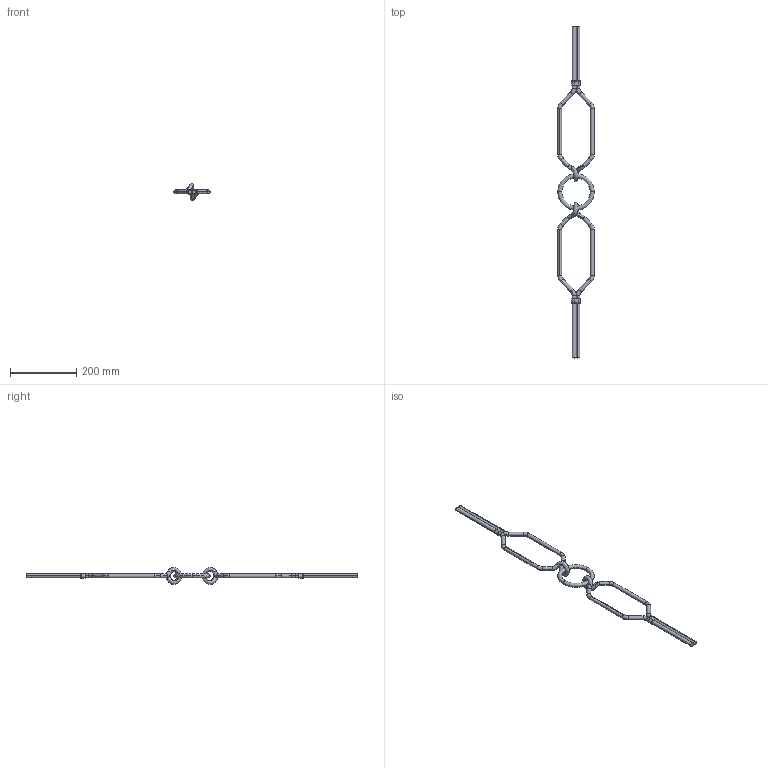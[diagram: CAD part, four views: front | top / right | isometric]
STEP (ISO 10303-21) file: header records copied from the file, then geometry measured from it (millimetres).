
FILE_DESCRIPTION (( 'STEP AP203' ), '1' );
FILE_NAME ('56300-240.step', '2015-09-17T15:40:04', ( '' ), ( '' ), 'SwSTEP 2.0', 'SolidWorks 2015', '' );
FILE_SCHEMA (( 'CONFIG_CONTROL_DESIGN' ));
Length unit declared in the file: millimetre
Products named in the file (1): 56300-240
Bounding box: 110 x 1000 x 50.56 mm (x, y, z)
Volume: 337208.3 mm3; surface area: 115626.6 mm2
Topology: 6 solids, 6 shells, 352 faces, 882 edges, 558 vertices
Faces by surface type: plane 148, bspline 102, cylinder 56, torus 46
Entity records: 16993 total; most frequent: CARTESIAN_POINT 9097, ORIENTED_EDGE 1764, DIRECTION 1358, EDGE_CURVE 882, VERTEX_POINT 558, VECTOR 488, LINE 488, AXIS2_PLACEMENT_3D 435
